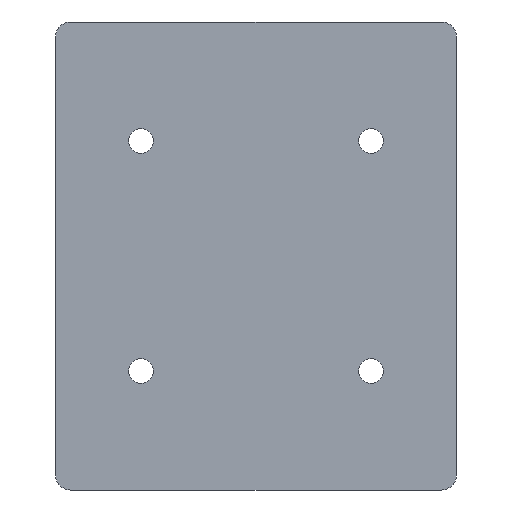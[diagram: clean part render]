
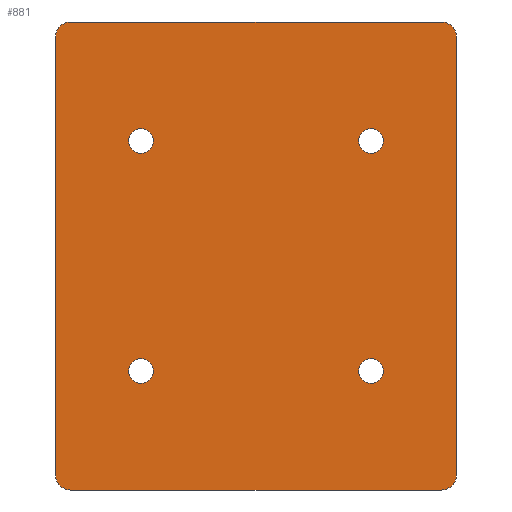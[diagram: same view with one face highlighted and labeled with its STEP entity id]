
A CAD part, front view. The second image highlights one B-rep face of the part: STEP entity #881.
In plain terms, the highlighted planar face has unit normal (0, -1, 0).
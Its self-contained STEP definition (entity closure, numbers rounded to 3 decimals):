
#22=FACE_BOUND('',#180,.T.);
#23=FACE_BOUND('',#181,.T.);
#24=FACE_BOUND('',#182,.T.);
#25=FACE_BOUND('',#183,.T.);
#57=PLANE('',#1007);
#120=FACE_OUTER_BOUND('',#179,.T.);
#179=EDGE_LOOP('',(#786,#787,#788,#789,#790,#791,#792,#793));
#180=EDGE_LOOP('',(#794));
#181=EDGE_LOOP('',(#795));
#182=EDGE_LOOP('',(#796));
#183=EDGE_LOOP('',(#797));
#204=LINE('',#1349,#269);
#242=LINE('',#1576,#307);
#243=LINE('',#1578,#308);
#253=LINE('',#1598,#318);
#269=VECTOR('',#1078,10.);
#307=VECTOR('',#1252,10.);
#308=VECTOR('',#1255,10.);
#318=VECTOR('',#1277,10.);
#319=CIRCLE('',#907,1.6);
#321=CIRCLE('',#910,1.6);
#323=CIRCLE('',#913,1.6);
#325=CIRCLE('',#916,1.6);
#358=CIRCLE('',#975,2.);
#362=CIRCLE('',#981,2.);
#366=CIRCLE('',#987,2.);
#370=CIRCLE('',#993,2.);
#371=VERTEX_POINT('',#1284);
#373=VERTEX_POINT('',#1290);
#375=VERTEX_POINT('',#1296);
#377=VERTEX_POINT('',#1302);
#393=VERTEX_POINT('',#1345);
#395=VERTEX_POINT('',#1348);
#429=VERTEX_POINT('',#1531);
#430=VERTEX_POINT('',#1532);
#432=VERTEX_POINT('',#1542);
#434=VERTEX_POINT('',#1551);
#437=VERTEX_POINT('',#1561);
#438=VERTEX_POINT('',#1562);
#443=EDGE_CURVE('',#371,#371,#319,.T.);
#446=EDGE_CURVE('',#373,#373,#321,.T.);
#449=EDGE_CURVE('',#375,#375,#323,.T.);
#452=EDGE_CURVE('',#377,#377,#325,.T.);
#474=EDGE_CURVE('',#395,#393,#204,.T.);
#529=EDGE_CURVE('',#429,#430,#358,.T.);
#535=EDGE_CURVE('',#432,#393,#362,.T.);
#540=EDGE_CURVE('',#395,#434,#366,.T.);
#545=EDGE_CURVE('',#437,#438,#370,.T.);
#552=EDGE_CURVE('',#432,#430,#242,.T.);
#553=EDGE_CURVE('',#438,#429,#243,.T.);
#563=EDGE_CURVE('',#434,#437,#253,.T.);
#786=ORIENTED_EDGE('',*,*,#535,.F.);
#787=ORIENTED_EDGE('',*,*,#552,.T.);
#788=ORIENTED_EDGE('',*,*,#529,.F.);
#789=ORIENTED_EDGE('',*,*,#553,.F.);
#790=ORIENTED_EDGE('',*,*,#545,.F.);
#791=ORIENTED_EDGE('',*,*,#563,.F.);
#792=ORIENTED_EDGE('',*,*,#540,.F.);
#793=ORIENTED_EDGE('',*,*,#474,.T.);
#794=ORIENTED_EDGE('',*,*,#443,.T.);
#795=ORIENTED_EDGE('',*,*,#446,.T.);
#796=ORIENTED_EDGE('',*,*,#449,.T.);
#797=ORIENTED_EDGE('',*,*,#452,.T.);
#881=ADVANCED_FACE('',(#120,#22,#23,#24,#25),#57,.T.);
#907=AXIS2_PLACEMENT_3D('',#1285,#1013,#1014);
#910=AXIS2_PLACEMENT_3D('',#1291,#1020,#1021);
#913=AXIS2_PLACEMENT_3D('',#1297,#1027,#1028);
#916=AXIS2_PLACEMENT_3D('',#1303,#1034,#1035);
#975=AXIS2_PLACEMENT_3D('',#1533,#1192,#1193);
#981=AXIS2_PLACEMENT_3D('',#1543,#1206,#1207);
#987=AXIS2_PLACEMENT_3D('',#1552,#1219,#1220);
#993=AXIS2_PLACEMENT_3D('',#1563,#1232,#1233);
#1007=AXIS2_PLACEMENT_3D('',#1599,#1278,#1279);
#1013=DIRECTION('center_axis',(0.,1.,0.));
#1014=DIRECTION('ref_axis',(1.,0.,0.));
#1020=DIRECTION('center_axis',(0.,1.,0.));
#1021=DIRECTION('ref_axis',(1.,0.,0.));
#1027=DIRECTION('center_axis',(0.,1.,0.));
#1028=DIRECTION('ref_axis',(1.,0.,0.));
#1034=DIRECTION('center_axis',(0.,1.,0.));
#1035=DIRECTION('ref_axis',(1.,0.,0.));
#1078=DIRECTION('',(1.,0.,0.));
#1192=DIRECTION('center_axis',(0.,1.,0.));
#1193=DIRECTION('ref_axis',(0.707,0.,0.707));
#1206=DIRECTION('center_axis',(0.,1.,0.));
#1207=DIRECTION('ref_axis',(0.707,0.,-0.707));
#1219=DIRECTION('center_axis',(0.,1.,0.));
#1220=DIRECTION('ref_axis',(-0.707,0.,-0.707));
#1232=DIRECTION('center_axis',(0.,1.,0.));
#1233=DIRECTION('ref_axis',(-0.707,0.,0.707));
#1252=DIRECTION('',(0.,0.,1.));
#1255=DIRECTION('',(1.,0.,0.));
#1277=DIRECTION('',(0.,0.,1.));
#1278=DIRECTION('center_axis',(0.,-1.,0.));
#1279=DIRECTION('ref_axis',(0.,0.,-1.));
#1284=CARTESIAN_POINT('',(-16.6,-1.425,15.));
#1285=CARTESIAN_POINT('Origin',(-15.,-1.425,15.));
#1290=CARTESIAN_POINT('',(-16.6,-1.425,-15.));
#1291=CARTESIAN_POINT('Origin',(-15.,-1.425,-15.));
#1296=CARTESIAN_POINT('',(13.4,-1.425,-15.));
#1297=CARTESIAN_POINT('Origin',(15.,-1.425,-15.));
#1302=CARTESIAN_POINT('',(13.4,-1.425,15.));
#1303=CARTESIAN_POINT('Origin',(15.,-1.425,15.));
#1345=CARTESIAN_POINT('',(24.15,-1.425,-30.5));
#1348=CARTESIAN_POINT('',(-24.15,-1.425,-30.5));
#1349=CARTESIAN_POINT('',(26.15,-1.425,-30.5));
#1531=CARTESIAN_POINT('',(24.15,-1.425,30.5));
#1532=CARTESIAN_POINT('',(26.15,-1.425,28.5));
#1533=CARTESIAN_POINT('Origin',(24.15,-1.425,28.5));
#1542=CARTESIAN_POINT('',(26.15,-1.425,-28.5));
#1543=CARTESIAN_POINT('Origin',(24.15,-1.425,-28.5));
#1551=CARTESIAN_POINT('',(-26.15,-1.425,-28.5));
#1552=CARTESIAN_POINT('Origin',(-24.15,-1.425,-28.5));
#1561=CARTESIAN_POINT('',(-26.15,-1.425,28.5));
#1562=CARTESIAN_POINT('',(-24.15,-1.425,30.5));
#1563=CARTESIAN_POINT('Origin',(-24.15,-1.425,28.5));
#1576=CARTESIAN_POINT('',(26.15,-1.425,-25.5));
#1578=CARTESIAN_POINT('',(26.15,-1.425,30.5));
#1598=CARTESIAN_POINT('',(-26.15,-1.425,30.5));
#1599=CARTESIAN_POINT('Origin',(0.,-1.425,0.));
